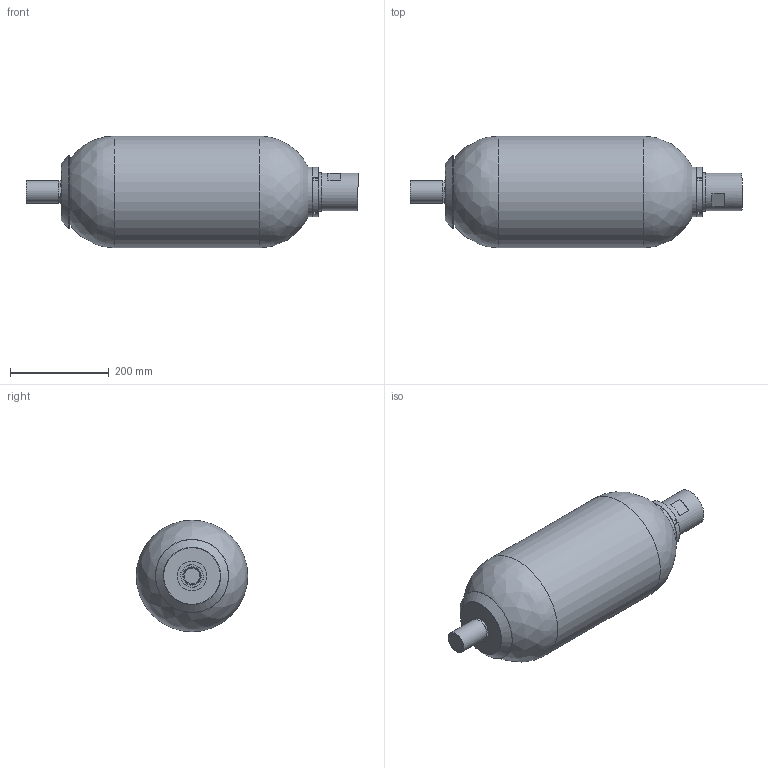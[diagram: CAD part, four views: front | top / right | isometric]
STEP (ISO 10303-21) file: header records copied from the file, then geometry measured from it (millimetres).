
FILE_DESCRIPTION(/* description */ (''),/* implementation_level */ '2;1');
FILE_NAME(/* name */ '10950001125.stp',/* time_stamp */ '2014-04-15T10:57:13+02:00',/* author */ ('OB222728'),/* organization */ (''),/* preprocessor_version */ 'ST-DEVELOPER v15.2',/* originating_system */ 'Autodesk Inventor 2014',/* authorisation */ '');
FILE_SCHEMA (('AUTOMOTIVE_DESIGN { 1 0 10303 214 3 1 1 }'));
Length unit declared in the file: millimetre
Products named in the file (11): CA106385-00190; CB110082-02500; BE105544-00200; EC100990-00200; BC110298-02520OMAR; PF091202-05200; BP090944-00200 BOUCHON DE PROTECTION; BP090944-00200 BOUCHON PLASTIQUE; BP090944-00200; EC090943-01200; 10950001125
Bounding box: 673.2 x 226.2 x 226.2 mm (x, y, z)
Volume: 4722820 mm3; surface area: 835338.3 mm2
Topology: 8 solids, 8 shells, 138 faces, 311 edges, 197 vertices
Faces by surface type: plane 53, cylinder 40, cone 28, torus 12, bspline 3, sphere 2
Full cylindrical faces by diameter (mm): 12 x1, 15 x6, 18 x1, 20 x1, 20.68 x1, 22.52 x1, 31 x1, 34.5 x1, 36 x1, 36.5 x2, 38 x1, 45 x1, 54 x2, 56.656 x1, 60 x1, 76 x2, 76.835 x1, 79 x1, 80 x2, 88.4 x1, 88.9 x1, 88.95 x1, 101 x1, 202.4 x1, 226.2 x1
Entity records: 3740 total; most frequent: CARTESIAN_POINT 738, DIRECTION 648, ORIENTED_EDGE 440, AXIS2_PLACEMENT_3D 293, EDGE_LOOP 243, EDGE_CURVE 220, VERTEX_POINT 177, ADVANCED_FACE 138
